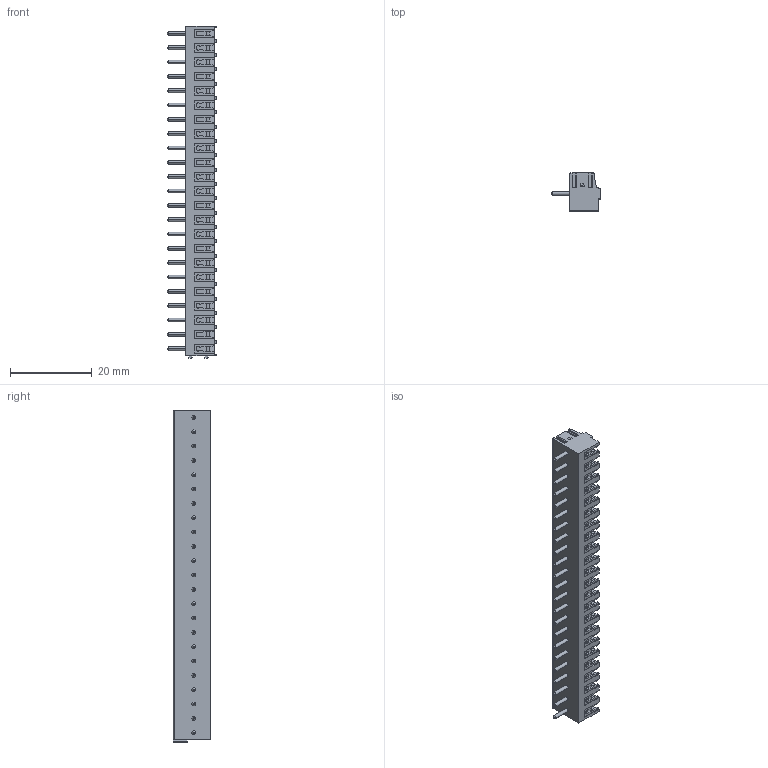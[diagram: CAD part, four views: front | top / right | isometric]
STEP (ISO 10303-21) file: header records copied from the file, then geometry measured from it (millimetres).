
FILE_DESCRIPTION((''),'2;1');
FILE_NAME('TL012R','2024-09-25T',('yanfa'),(''),'PRO/ENGINEER BY PARAMETRIC TECHNOLOGY CORPORATION, 2009280','PRO/ENGINEER BY PARAMETRIC TECHNOLOGY CORPORATION, 2009280','');
FILE_SCHEMA(('AUTOMOTIVE_DESIGN_CC2 { 1 2 10303 214 -1 1 5 2 }'));
Length unit declared in the file: millimetre
Products named in the file (1): TL012R
Bounding box: 12.05 x 9.15 x 81.08 mm (x, y, z)
Volume: 3872.1 mm3; surface area: 7880.8 mm2
Topology: 1 solids, 1 shells, 2052 faces, 5503 edges, 3546 vertices
Faces by surface type: plane 1417, cylinder 405, cone 138, torus 46, extrusion 46
Entity records: 63810 total; most frequent: CARTESIAN_POINT 11904, ORIENTED_EDGE 11006, DIRECTION 10463, EDGE_CURVE 5503, VECTOR 4371, LINE 4325, VERTEX_POINT 3546, AXIS2_PLACEMENT_3D 3046
